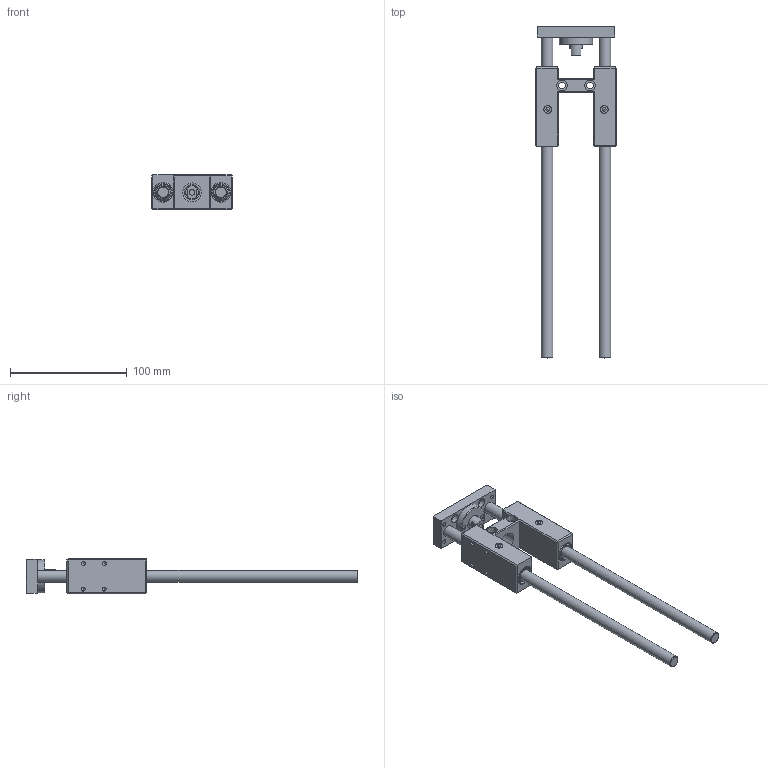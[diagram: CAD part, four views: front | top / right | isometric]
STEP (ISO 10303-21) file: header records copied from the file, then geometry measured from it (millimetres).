
FILE_DESCRIPTION(/* description */ ('UNITA'' DI GUIDA Ø16 GIUNTO CORTO'),/* implementation_level */ '2;1');
FILE_NAME(/* name */ 'GHX016.160.S.stp',/* time_stamp */ '2020-11-26T15:15:18+01:00',/* author */ ('carlo.corazza'),/* organization */ (''),/* preprocessor_version */ 'ST-DEVELOPER v18.1',/* originating_system */ 'Autodesk Inventor 2020',/* authorisation */ '');
FILE_SCHEMA (('AUTOMOTIVE_DESIGN { 1 0 10303 214 3 1 1 }'));
Length unit declared in the file: millimetre
Products named in the file (3): GHX016.160.S; Assieme2; Assieme1-.160
Assembly tree (2 placements, depth 2):
  GHX016.160.S
    Assieme2
    Assieme1-.160
Bounding box: 69 x 284.5 x 30.56 mm (x, y, z)
Volume: 125537.5 mm3; surface area: 54891.9 mm2
Topology: 2 solids, 14 shells, 291 faces, 647 edges, 432 vertices
Faces by surface type: plane 157, cylinder 91, cone 27, torus 12, sphere 4
Full cylindrical faces by diameter (mm): 3 x4, 3.3 x8, 3.422 x4, 4.334 x4, 4.5 x4, 4.917 x1, 5 x4, 5.5 x6, 6 x4, 6.5 x2, 6.7 x2, 8 x6, 8.5 x4, 9 x2, 10 x8, 11 x1, 13 x1, 14 x2, 14.098 x4, 15 x5, 15.096 x4, 16 x1, 17 x9, 28.5 x1
Entity records: 8695 total; most frequent: DIRECTION 1501, CARTESIAN_POINT 1441, ORIENTED_EDGE 1266, EDGE_CURVE 633, AXIS2_PLACEMENT_3D 580, VERTEX_POINT 432, EDGE_LOOP 401, LINE 341
